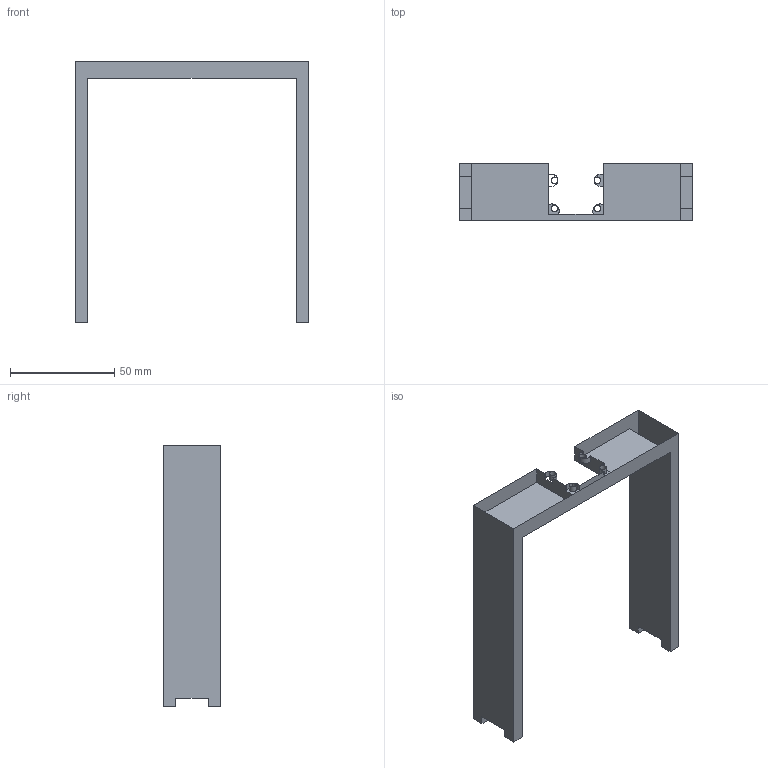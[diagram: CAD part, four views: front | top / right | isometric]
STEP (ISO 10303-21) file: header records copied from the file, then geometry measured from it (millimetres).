
FILE_DESCRIPTION(/* description */ (''),/* implementation_level */ '2;1');
FILE_NAME(/* name */ 'Держатель для камеры.stp',/* time_stamp */ '2025-02-10T20:59:29+03:00',/* author */ ('s3dok'),/* organization */ (''),/* preprocessor_version */ 'ST-DEVELOPER v18.1',/* originating_system */ 'Autodesk Inventor 2022',/* authorisation */ '');
FILE_SCHEMA (('AUTOMOTIVE_DESIGN { 1 0 10303 214 3 1 1 }'));
Length unit declared in the file: millimetre
Products named in the file (1): Держатель для 
камеры (сборка)
Bounding box: 112 x 27.5 x 125.15 mm (x, y, z)
Volume: 57619.6 mm3; surface area: 23319 mm2
Topology: 1 solids, 1 shells, 49 faces, 141 edges, 86 vertices
Faces by surface type: plane 34, cylinder 15
Full cylindrical faces by diameter (mm): 3.2 x1
Entity records: 1630 total; most frequent: ORIENTED_EDGE 282, CARTESIAN_POINT 277, DIRECTION 271, EDGE_CURVE 141, LINE 111, VECTOR 111, VERTEX_POINT 86, AXIS2_PLACEMENT_3D 80
